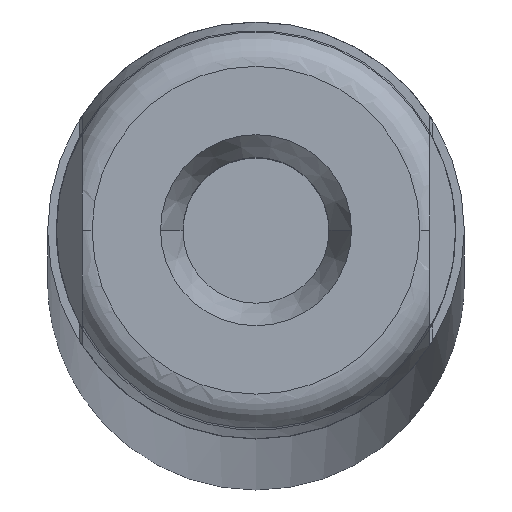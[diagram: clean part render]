
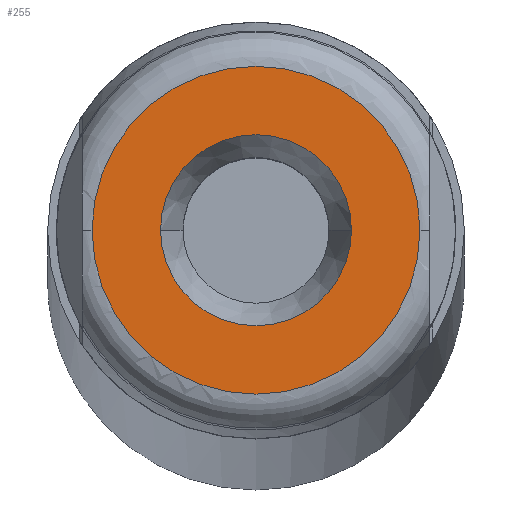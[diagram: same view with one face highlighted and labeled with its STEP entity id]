
A CAD part, top view. The second image highlights one B-rep face of the part: STEP entity #255.
In plain terms, the highlighted planar face has unit normal (0, 0, 1).
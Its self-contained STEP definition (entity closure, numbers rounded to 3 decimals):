
#10 = VERTEX_POINT ( 'NONE', #587 ) ;
#118 = VERTEX_POINT ( 'NONE', #817 ) ;
#166 = EDGE_CURVE ( 'NONE', #276, #176, #791, .T. ) ;
#176 = VERTEX_POINT ( 'NONE', #857 ) ;
#255 = ADVANCED_FACE ( 'NONE', ( #1102, #1101 ), #1060, .F. ) ;
#264 = EDGE_CURVE ( 'NONE', #10, #118, #1086, .T. ) ;
#267 = ORIENTED_EDGE ( 'NONE', *, *, #166, .T. ) ;
#268 = ORIENTED_EDGE ( 'NONE', *, *, #269, .T. ) ;
#269 = EDGE_CURVE ( 'NONE', #176, #276, #1080, .T. ) ;
#271 = EDGE_CURVE ( 'NONE', #118, #10, #1075, .T. ) ;
#272 = ORIENTED_EDGE ( 'NONE', *, *, #264, .F. ) ;
#273 = EDGE_LOOP ( 'NONE', ( #267, #268 ) ) ;
#276 = VERTEX_POINT ( 'NONE', #1051 ) ;
#279 = EDGE_LOOP ( 'NONE', ( #280, #272 ) ) ;
#280 = ORIENTED_EDGE ( 'NONE', *, *, #271, .F. ) ;
#587 = CARTESIAN_POINT ( 'NONE',  ( -2.75, 0., 0. ) ) ;
#790 = AXIS2_PLACEMENT_3D ( 'NONE', #867, #866, #865 ) ;
#791 = CIRCLE ( 'NONE', #790, 4.72 ) ;
#817 = CARTESIAN_POINT ( 'NONE',  ( 2.75, 0., 0. ) ) ;
#857 = CARTESIAN_POINT ( 'NONE',  ( -4.72, 0., 0. ) ) ;
#865 = DIRECTION ( 'NONE',  ( 1., 0., 0. ) ) ;
#866 = DIRECTION ( 'NONE',  ( 0., 0., 1. ) ) ;
#867 = CARTESIAN_POINT ( 'NONE',  ( 0., 0., 0. ) ) ;
#1051 = CARTESIAN_POINT ( 'NONE',  ( 4.72, 0., 0. ) ) ;
#1056 = DIRECTION ( 'NONE',  ( -1., 0., 0. ) ) ;
#1057 = DIRECTION ( 'NONE',  ( 0., 0., -1. ) ) ;
#1058 = CARTESIAN_POINT ( 'NONE',  ( 0., 0., 0. ) ) ;
#1059 = AXIS2_PLACEMENT_3D ( 'NONE', #1058, #1057, #1056 ) ;
#1060 = PLANE ( 'NONE',  #1059 ) ;
#1071 = DIRECTION ( 'NONE',  ( 1., 0., 0. ) ) ;
#1072 = DIRECTION ( 'NONE',  ( 0., 0., 1. ) ) ;
#1073 = CARTESIAN_POINT ( 'NONE',  ( 0., 0., 0. ) ) ;
#1074 = AXIS2_PLACEMENT_3D ( 'NONE', #1073, #1072, #1071 ) ;
#1075 = CIRCLE ( 'NONE', #1074, 2.75 ) ;
#1076 = DIRECTION ( 'NONE',  ( 1., 0., 0. ) ) ;
#1077 = DIRECTION ( 'NONE',  ( 0., 0., 1. ) ) ;
#1078 = CARTESIAN_POINT ( 'NONE',  ( 0., 0., 0. ) ) ;
#1079 = AXIS2_PLACEMENT_3D ( 'NONE', #1078, #1077, #1076 ) ;
#1080 = CIRCLE ( 'NONE', #1079, 4.72 ) ;
#1082 = DIRECTION ( 'NONE',  ( 1., 0., 0. ) ) ;
#1083 = DIRECTION ( 'NONE',  ( 0., 0., 1. ) ) ;
#1084 = CARTESIAN_POINT ( 'NONE',  ( 0., 0., 0. ) ) ;
#1085 = AXIS2_PLACEMENT_3D ( 'NONE', #1084, #1083, #1082 ) ;
#1086 = CIRCLE ( 'NONE', #1085, 2.75 ) ;
#1101 = FACE_OUTER_BOUND ( 'NONE', #273, .T. ) ;
#1102 = FACE_BOUND ( 'NONE', #279, .T. ) ;
